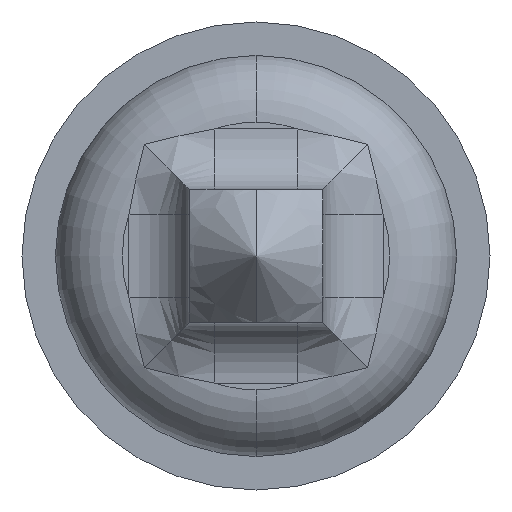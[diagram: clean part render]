
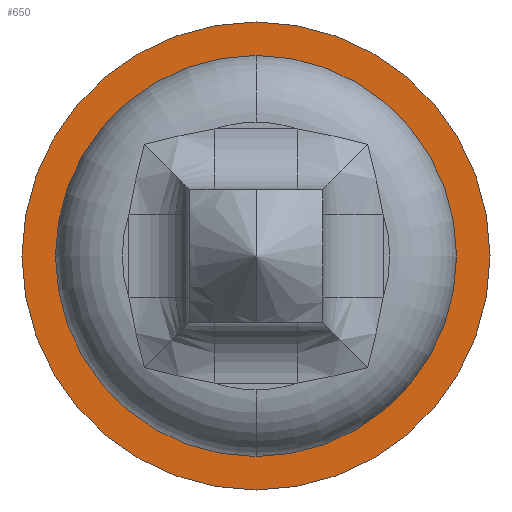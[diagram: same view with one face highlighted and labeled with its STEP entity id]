
A CAD part, front view. The second image highlights one B-rep face of the part: STEP entity #650.
In plain terms, the highlighted planar face has unit normal (0, -1, 0).
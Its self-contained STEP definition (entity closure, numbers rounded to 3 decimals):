
#92 = CARTESIAN_POINT ( 'NONE',  ( 1.75, -2., 0. ) ) ;
#218 = AXIS2_PLACEMENT_3D ( 'NONE', #2458, #4577, #4150 ) ;
#282 = DIRECTION ( 'NONE',  ( 0., 0., 1. ) ) ;
#435 = VERTEX_POINT ( 'NONE', #586 ) ;
#479 = VERTEX_POINT ( 'NONE', #5114 ) ;
#586 = CARTESIAN_POINT ( 'NONE',  ( 0., -2., 1.5 ) ) ;
#650 = ADVANCED_FACE ( 'Defeature ausgef�hrt1_10', ( #2188, #1024 ), #3343, .F. ) ;
#727 = CIRCLE ( 'NONE', #4986, 1.5 ) ;
#957 = ORIENTED_EDGE ( 'NONE', *, *, #2955, .T. ) ;
#1024 = FACE_BOUND ( 'NONE', #2275, .T. ) ;
#1068 = CARTESIAN_POINT ( 'NONE',  ( 0., -2., -1.5 ) ) ;
#1110 = EDGE_CURVE ( 'Defeature ausgef�hrt1_10+Defeature ausgef�hrt1_9+Defeature ausgef�hrt1_9+Defeature ausgef�hrt1_9', #435, #1428, #727, .T. ) ;
#1138 = EDGE_LOOP ( 'NONE', ( #3313, #2943 ) ) ;
#1166 = CARTESIAN_POINT ( 'NONE',  ( 0., -2., 0. ) ) ;
#1185 = DIRECTION ( 'NONE',  ( 0., 0., 1. ) ) ;
#1207 = ORIENTED_EDGE ( 'NONE', *, *, #1110, .T. ) ;
#1216 = CIRCLE ( 'NONE', #1967, 1.5 ) ;
#1428 = VERTEX_POINT ( 'NONE', #1068 ) ;
#1967 = AXIS2_PLACEMENT_3D ( 'NONE', #1166, #4435, #1185 ) ;
#2165 = CARTESIAN_POINT ( 'NONE',  ( 0., -2., -1.75 ) ) ;
#2188 = FACE_OUTER_BOUND ( 'NONE', #1138, .T. ) ;
#2275 = EDGE_LOOP ( 'NONE', ( #1207, #957 ) ) ;
#2458 = CARTESIAN_POINT ( 'NONE',  ( 0., -2., 0. ) ) ;
#2923 = DIRECTION ( 'NONE',  ( 0., 0., 1. ) ) ;
#2943 = ORIENTED_EDGE ( 'NONE', *, *, #3357, .F. ) ;
#2955 = EDGE_CURVE ( 'Defeature ausgef�hrt1_10+Defeature ausgef�hrt1_9+Defeature ausgef�hrt1_9+Defeature ausgef�hrt1_9', #1428, #435, #1216, .T. ) ;
#3052 = AXIS2_PLACEMENT_3D ( 'NONE', #92, #4556, #2923 ) ;
#3093 = CARTESIAN_POINT ( 'NONE',  ( 0., -2., 0. ) ) ;
#3313 = ORIENTED_EDGE ( 'NONE', *, *, #3790, .F. ) ;
#3343 = PLANE ( 'NONE',  #3052 ) ;
#3357 = EDGE_CURVE ( 'Defeature ausgef�hrt1_11+Defeature ausgef�hrt1_10+Defeature ausgef�hrt1_10+Defeature ausgef�hrt1_10', #3449, #479, #3837, .T. ) ;
#3449 = VERTEX_POINT ( 'NONE', #2165 ) ;
#3790 = EDGE_CURVE ( 'Defeature ausgef�hrt1_11+Defeature ausgef�hrt1_10+Defeature ausgef�hrt1_10+Defeature ausgef�hrt1_10', #479, #3449, #5270, .T. ) ;
#3837 = CIRCLE ( 'NONE', #4924, 1.75 ) ;
#3881 = DIRECTION ( 'NONE',  ( 0., 0., 1. ) ) ;
#4150 = DIRECTION ( 'NONE',  ( 0., 0., 1. ) ) ;
#4364 = DIRECTION ( 'NONE',  ( 0., 1., 0. ) ) ;
#4435 = DIRECTION ( 'NONE',  ( 0., 1., 0. ) ) ;
#4556 = DIRECTION ( 'NONE',  ( 0., 1., 0. ) ) ;
#4577 = DIRECTION ( 'NONE',  ( 0., 1., 0. ) ) ;
#4698 = DIRECTION ( 'NONE',  ( 0., 1., 0. ) ) ;
#4924 = AXIS2_PLACEMENT_3D ( 'NONE', #5260, #4364, #282 ) ;
#4986 = AXIS2_PLACEMENT_3D ( 'NONE', #3093, #4698, #3881 ) ;
#5114 = CARTESIAN_POINT ( 'NONE',  ( 0., -2., 1.75 ) ) ;
#5260 = CARTESIAN_POINT ( 'NONE',  ( 0., -2., 0. ) ) ;
#5270 = CIRCLE ( 'NONE', #218, 1.75 ) ;
